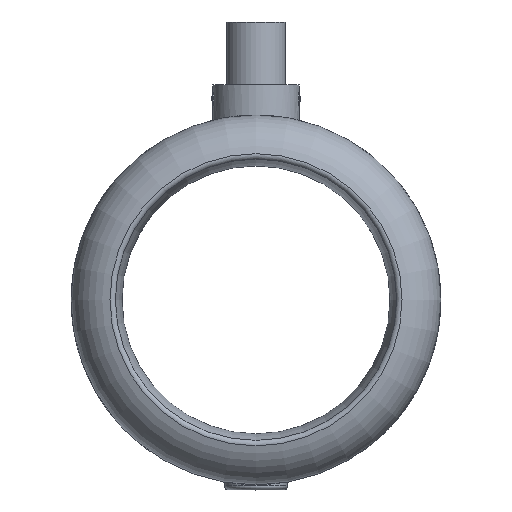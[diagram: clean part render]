
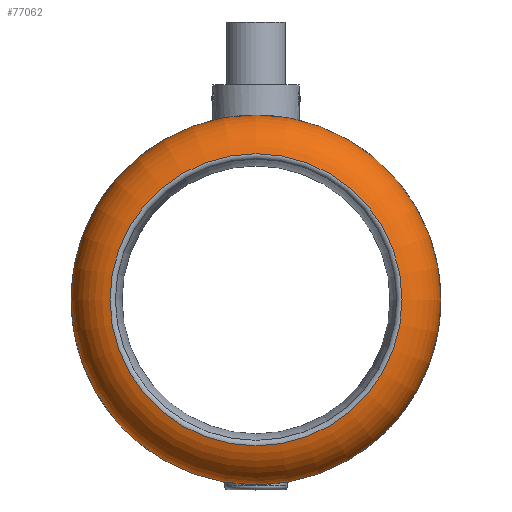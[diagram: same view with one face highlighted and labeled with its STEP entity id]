
A CAD part, top view. The second image highlights one B-rep face of the part: STEP entity #77062.
In plain terms, the highlighted toroidal (fillet/blend) face has major radius 172.594 mm and minor radius 62.406 mm.
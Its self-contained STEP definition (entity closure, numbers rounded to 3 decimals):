
#1144 = DIRECTION ( 'NONE',  ( -1., 0., 0. ) ) ;
#3399 = CARTESIAN_POINT ( 'NONE',  ( -185.766, 0., 151. ) ) ;
#6144 = DIRECTION ( 'NONE',  ( 1., 0., 0. ) ) ;
#6158 = CIRCLE ( 'NONE', #17241, 235. ) ;
#9224 = DIRECTION ( 'NONE',  ( 0., 0., 1. ) ) ;
#17241 = AXIS2_PLACEMENT_3D ( 'NONE', #49721, #110780, #6144 ) ;
#20232 = VERTEX_POINT ( 'NONE', #3399 ) ;
#24073 = CARTESIAN_POINT ( 'NONE',  ( 0., 235., 90. ) ) ;
#26441 = CIRCLE ( 'NONE', #109884, 185.766 ) ;
#28390 = DIRECTION ( 'NONE',  ( 1., 0., 0. ) ) ;
#28581 = EDGE_CURVE ( 'NONE', #32825, #76827, #96540, .T. ) ;
#29404 = ORIENTED_EDGE ( 'NONE', *, *, #28581, .T. ) ;
#32825 = VERTEX_POINT ( 'NONE', #40276 ) ;
#36595 = CARTESIAN_POINT ( 'NONE',  ( 0., 0., 90. ) ) ;
#38744 = TOROIDAL_SURFACE ( 'NONE', #105480, 172.594, 62.406 ) ;
#40276 = CARTESIAN_POINT ( 'NONE',  ( 0.001, 235., 90. ) ) ;
#42912 = DIRECTION ( 'NONE',  ( 0., 0., 1. ) ) ;
#44254 = EDGE_LOOP ( 'NONE', ( #84012, #95649, #29404 ) ) ;
#45319 = FACE_OUTER_BOUND ( 'NONE', #49241, .T. ) ;
#48355 = AXIS2_PLACEMENT_3D ( 'NONE', #80112, #9224, #28390 ) ;
#48676 = EDGE_CURVE ( 'NONE', #93738, #32825, #6158, .T. ) ;
#48979 = DIRECTION ( 'NONE',  ( -1., 0., 0. ) ) ;
#49241 = EDGE_LOOP ( 'NONE', ( #62865 ) ) ;
#49721 = CARTESIAN_POINT ( 'NONE',  ( 0., 0., 90. ) ) ;
#51736 = FACE_OUTER_BOUND ( 'NONE', #44254, .T. ) ;
#61225 = CIRCLE ( 'NONE', #74317, 235. ) ;
#62865 = ORIENTED_EDGE ( 'NONE', *, *, #113844, .T. ) ;
#66424 = CARTESIAN_POINT ( 'NONE',  ( 0., 0., 151. ) ) ;
#69356 = EDGE_CURVE ( 'NONE', #76827, #93738, #61225, .T. ) ;
#74317 = AXIS2_PLACEMENT_3D ( 'NONE', #85906, #42912, #113799 ) ;
#76827 = VERTEX_POINT ( 'NONE', #24073 ) ;
#77062 = ADVANCED_FACE ( 'NONE', ( #51736, #45319 ), #38744, .T. ) ;
#80112 = CARTESIAN_POINT ( 'NONE',  ( 0., 0., 90. ) ) ;
#84012 = ORIENTED_EDGE ( 'NONE', *, *, #69356, .T. ) ;
#85906 = CARTESIAN_POINT ( 'NONE',  ( 0., 0., 90. ) ) ;
#93738 = VERTEX_POINT ( 'NONE', #94369 ) ;
#94369 = CARTESIAN_POINT ( 'NONE',  ( 0., -235., 90. ) ) ;
#95649 = ORIENTED_EDGE ( 'NONE', *, *, #48676, .T. ) ;
#96540 = CIRCLE ( 'NONE', #48355, 235. ) ;
#102424 = DIRECTION ( 'NONE',  ( 0., 0., -1. ) ) ;
#105480 = AXIS2_PLACEMENT_3D ( 'NONE', #36595, #115071, #1144 ) ;
#109884 = AXIS2_PLACEMENT_3D ( 'NONE', #66424, #102424, #48979 ) ;
#110780 = DIRECTION ( 'NONE',  ( 0., 0., 1. ) ) ;
#113799 = DIRECTION ( 'NONE',  ( 1., 0., 0. ) ) ;
#113844 = EDGE_CURVE ( 'NONE', #20232, #20232, #26441, .T. ) ;
#115071 = DIRECTION ( 'NONE',  ( 0., 0., -1. ) ) ;
